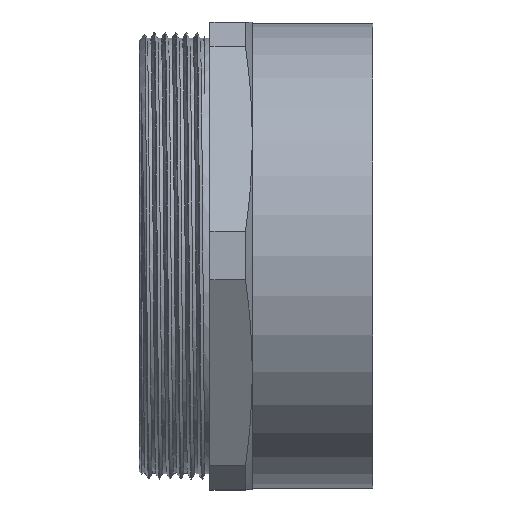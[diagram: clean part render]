
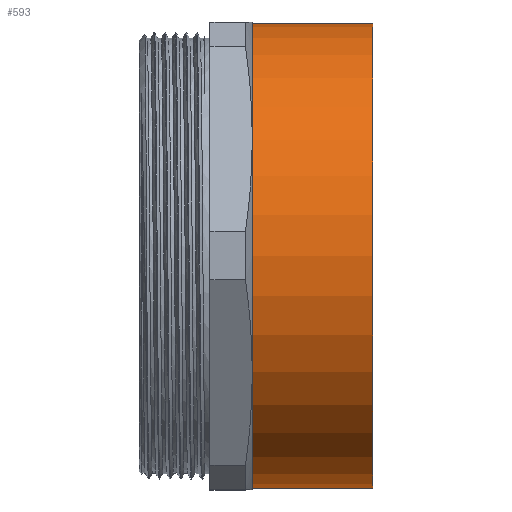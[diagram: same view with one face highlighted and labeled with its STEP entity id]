
A CAD part, top view. The second image highlights one B-rep face of the part: STEP entity #593.
In plain terms, the highlighted cylindrical face has radius 32.75 mm (diameter 65.5 mm), a full revolution.
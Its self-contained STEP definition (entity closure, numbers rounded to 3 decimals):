
#86=CYLINDRICAL_SURFACE('',#658,32.75);
#121=FACE_BOUND('',#209,.T.);
#159=FACE_OUTER_BOUND('',#208,.T.);
#208=EDGE_LOOP('',(#545));
#209=EDGE_LOOP('',(#546));
#228=CIRCLE('',#648,32.75);
#229=CIRCLE('',#650,32.75);
#299=VERTEX_POINT('',#4406);
#300=VERTEX_POINT('',#4409);
#380=EDGE_CURVE('',#299,#299,#228,.T.);
#381=EDGE_CURVE('',#300,#300,#229,.T.);
#545=ORIENTED_EDGE('',*,*,#380,.T.);
#546=ORIENTED_EDGE('',*,*,#381,.F.);
#593=ADVANCED_FACE('',(#159,#121),#86,.T.);
#648=AXIS2_PLACEMENT_3D('',#4407,#777,#778);
#650=AXIS2_PLACEMENT_3D('',#4410,#781,#782);
#658=AXIS2_PLACEMENT_3D('',#4421,#797,#798);
#777=DIRECTION('center_axis',(1.,0.,0.));
#778=DIRECTION('ref_axis',(0.,0.,-1.));
#781=DIRECTION('center_axis',(1.,0.,0.));
#782=DIRECTION('ref_axis',(0.,0.,-1.));
#797=DIRECTION('center_axis',(1.,0.,0.));
#798=DIRECTION('ref_axis',(0.,1.,0.));
#4406=CARTESIAN_POINT('',(-17.,32.75,0.));
#4407=CARTESIAN_POINT('Origin',(-17.,0.,0.));
#4409=CARTESIAN_POINT('',(0.,32.75,0.));
#4410=CARTESIAN_POINT('Origin',(0.,0.,0.));
#4421=CARTESIAN_POINT('Origin',(-8.5,0.,0.));
